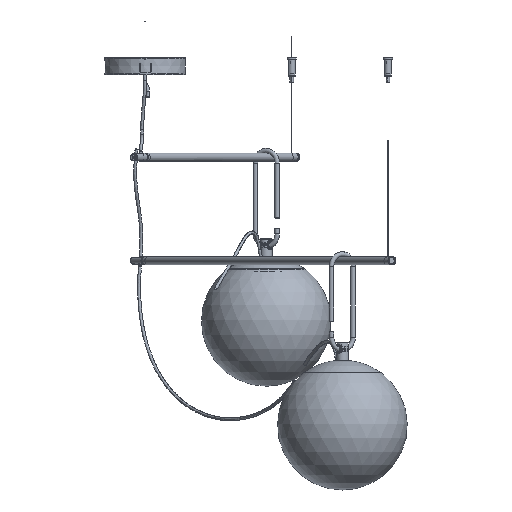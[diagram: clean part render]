
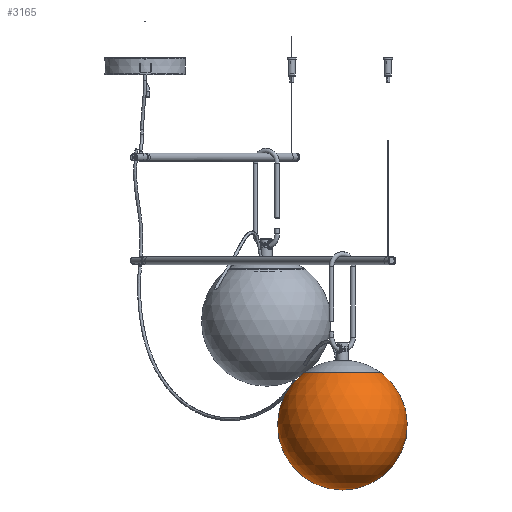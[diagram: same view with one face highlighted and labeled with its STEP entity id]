
A CAD part, front view. The second image highlights one B-rep face of the part: STEP entity #3165.
In plain terms, the highlighted spherical face has radius 110 mm.
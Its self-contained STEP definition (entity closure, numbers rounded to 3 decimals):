
#159=SPHERICAL_SURFACE('',#16647,110.);
#3165=ADVANCED_FACE('',(#4133),#159,.T.);
#4133=FACE_OUTER_BOUND('',#5278,.T.);
#5278=EDGE_LOOP('',(#10823));
#10823=ORIENTED_EDGE('',*,*,#14692,.T.);
#12612=VERTEX_POINT('',#44866);
#14692=EDGE_CURVE('',#12612,#12612,#15374,.T.);
#15374=CIRCLE('',#16646,66.);
#16646=AXIS2_PLACEMENT_3D('',#44865,#19790,#19791);
#16647=AXIS2_PLACEMENT_3D('',#44867,#19792,#19793);
#19790=DIRECTION('',(0.,0.,-1.));
#19791=DIRECTION('',(0.924,0.383,0.));
#19792=DIRECTION('',(0.,0.,-1.));
#19793=DIRECTION('',(0.924,0.383,0.));
#44865=CARTESIAN_POINT('',(333.775,-578.142,-532.858));
#44866=CARTESIAN_POINT('',(394.741,-552.861,-532.858));
#44867=CARTESIAN_POINT('',(333.775,-578.142,-620.858));
